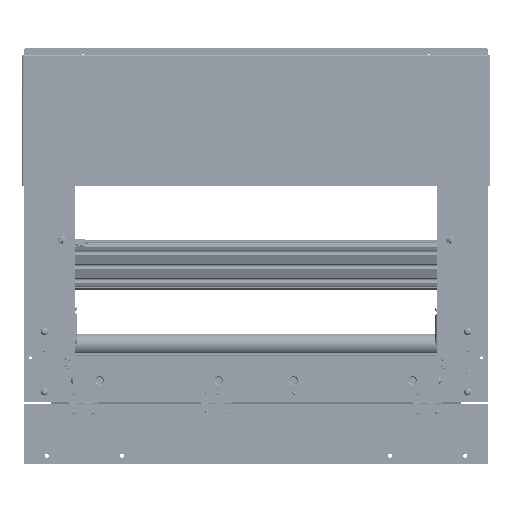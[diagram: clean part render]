
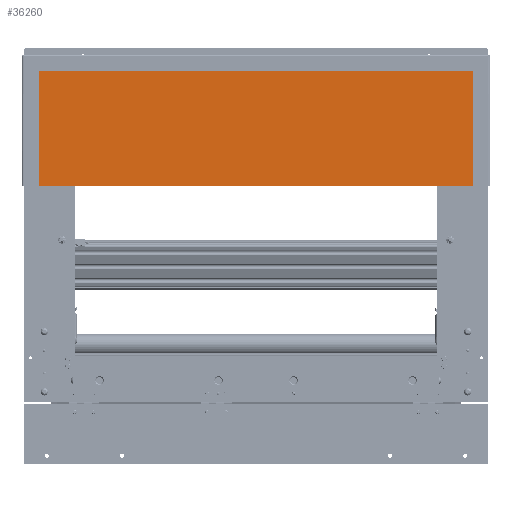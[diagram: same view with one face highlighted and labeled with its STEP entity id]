
A CAD part, front view. The second image highlights one B-rep face of the part: STEP entity #36260.
In plain terms, the highlighted face is planar.
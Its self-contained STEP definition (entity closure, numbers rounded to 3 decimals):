
#3592 = VECTOR ( 'NONE', #34949, 1000. ) ;
#3842 = VERTEX_POINT ( 'NONE', #10144 ) ;
#5543 = EDGE_LOOP ( 'NONE', ( #57184, #22856, #85301, #72247 ) ) ;
#6086 = LINE ( 'NONE', #16318, #31923 ) ;
#10144 = CARTESIAN_POINT ( 'NONE',  ( 22.177, -22., -30. ) ) ;
#13022 = DIRECTION ( 'NONE',  ( 0., 0., 1. ) ) ;
#16318 = CARTESIAN_POINT ( 'NONE',  ( 22.177, 130.836, -30. ) ) ;
#19641 = VERTEX_POINT ( 'NONE', #34610 ) ;
#22856 = ORIENTED_EDGE ( 'NONE', *, *, #63599, .T. ) ;
#23647 = AXIS2_PLACEMENT_3D ( 'NONE', #43626, #13022, #66535 ) ;
#26412 = CARTESIAN_POINT ( 'NONE',  ( 175., -600., -30. ) ) ;
#30312 = EDGE_CURVE ( 'NONE', #59338, #19641, #80544, .T. ) ;
#31923 = VECTOR ( 'NONE', #42851, 1000. ) ;
#32554 = EDGE_CURVE ( 'NONE', #60409, #59338, #59266, .T. ) ;
#32556 = VECTOR ( 'NONE', #68834, 1000. ) ;
#33636 = CARTESIAN_POINT ( 'NONE',  ( 175., -600., -30. ) ) ;
#34610 = CARTESIAN_POINT ( 'NONE',  ( 22.177, -600., -30. ) ) ;
#34949 = DIRECTION ( 'NONE',  ( 0., -1., 0. ) ) ;
#36260 = ADVANCED_FACE ( 'NONE', ( #54419 ), #75748, .F. ) ;
#42158 = EDGE_CURVE ( 'NONE', #3842, #19641, #6086, .T. ) ;
#42851 = DIRECTION ( 'NONE',  ( 0., -1., 0. ) ) ;
#43626 = CARTESIAN_POINT ( 'NONE',  ( 175., 130.836, -30. ) ) ;
#53188 = DIRECTION ( 'NONE',  ( -1., 0., 0. ) ) ;
#54419 = FACE_OUTER_BOUND ( 'NONE', #5543, .T. ) ;
#57184 = ORIENTED_EDGE ( 'NONE', *, *, #42158, .F. ) ;
#59266 = LINE ( 'NONE', #68607, #3592 ) ;
#59338 = VERTEX_POINT ( 'NONE', #33636 ) ;
#60409 = VERTEX_POINT ( 'NONE', #65082 ) ;
#63599 = EDGE_CURVE ( 'NONE', #3842, #60409, #70682, .T. ) ;
#65020 = VECTOR ( 'NONE', #53188, 1000. ) ;
#65082 = CARTESIAN_POINT ( 'NONE',  ( 175., -22., -30. ) ) ;
#66535 = DIRECTION ( 'NONE',  ( 1., 0., 0. ) ) ;
#68607 = CARTESIAN_POINT ( 'NONE',  ( 175., 130.836, -30. ) ) ;
#68834 = DIRECTION ( 'NONE',  ( 1., 0., 0. ) ) ;
#70682 = LINE ( 'NONE', #80682, #32556 ) ;
#72247 = ORIENTED_EDGE ( 'NONE', *, *, #30312, .T. ) ;
#75748 = PLANE ( 'NONE',  #23647 ) ;
#80544 = LINE ( 'NONE', #26412, #65020 ) ;
#80682 = CARTESIAN_POINT ( 'NONE',  ( 175., -22., -30. ) ) ;
#85301 = ORIENTED_EDGE ( 'NONE', *, *, #32554, .T. ) ;
